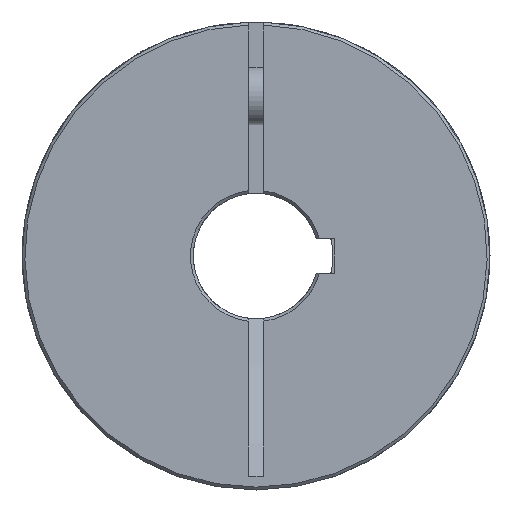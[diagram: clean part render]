
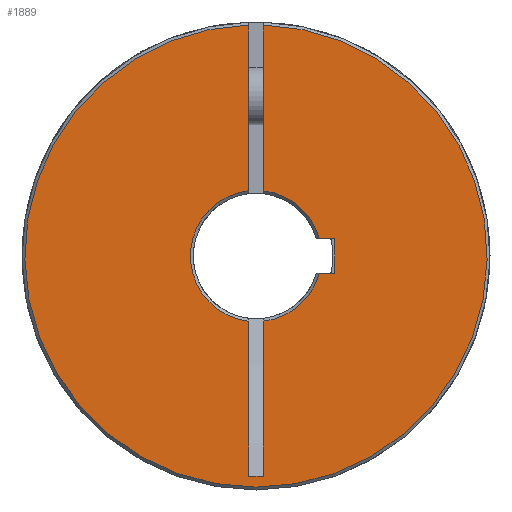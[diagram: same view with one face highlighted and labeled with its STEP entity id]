
A CAD part, left-side view. The second image highlights one B-rep face of the part: STEP entity #1889.
In plain terms, the highlighted planar face has unit normal (-1, 0, 0).
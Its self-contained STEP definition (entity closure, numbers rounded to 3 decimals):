
#90=LINE('',#3043,#188);
#91=LINE('',#3051,#189);
#93=LINE('',#3064,#191);
#95=LINE('',#3070,#193);
#98=LINE('',#3081,#196);
#108=LINE('',#3224,#206);
#109=LINE('',#3226,#207);
#110=LINE('',#3228,#208);
#188=VECTOR('',#2347,1000.);
#189=VECTOR('',#2350,1000.);
#191=VECTOR('',#2358,1000.);
#193=VECTOR('',#2364,1000.);
#196=VECTOR('',#2369,1000.);
#206=VECTOR('',#2427,1000.);
#207=VECTOR('',#2428,1000.);
#208=VECTOR('',#2429,1000.);
#277=PLANE('',#2073);
#456=ORIENTED_EDGE('',*,*,#928,.T.);
#457=ORIENTED_EDGE('',*,*,#885,.T.);
#458=ORIENTED_EDGE('',*,*,#929,.F.);
#459=ORIENTED_EDGE('',*,*,#895,.F.);
#460=ORIENTED_EDGE('',*,*,#845,.T.);
#461=ORIENTED_EDGE('',*,*,#930,.T.);
#462=ORIENTED_EDGE('',*,*,#931,.T.);
#463=ORIENTED_EDGE('',*,*,#932,.T.);
#464=ORIENTED_EDGE('',*,*,#847,.T.);
#465=ORIENTED_EDGE('',*,*,#899,.F.);
#466=ORIENTED_EDGE('',*,*,#892,.F.);
#467=ORIENTED_EDGE('',*,*,#887,.T.);
#845=EDGE_CURVE('',#1088,#1087,#1272,.T.);
#847=EDGE_CURVE('',#1089,#1090,#1273,.T.);
#885=EDGE_CURVE('',#1121,#1125,#90,.T.);
#887=EDGE_CURVE('',#1128,#1126,#91,.T.);
#892=EDGE_CURVE('',#1128,#1131,#93,.T.);
#895=EDGE_CURVE('',#1088,#1134,#95,.T.);
#899=EDGE_CURVE('',#1131,#1090,#98,.T.);
#928=EDGE_CURVE('',#1126,#1121,#1300,.T.);
#929=EDGE_CURVE('',#1134,#1125,#1301,.T.);
#930=EDGE_CURVE('',#1087,#1158,#108,.T.);
#931=EDGE_CURVE('',#1158,#1159,#109,.T.);
#932=EDGE_CURVE('',#1159,#1089,#110,.T.);
#1087=VERTEX_POINT('',#2920);
#1088=VERTEX_POINT('',#2922);
#1089=VERTEX_POINT('',#2929);
#1090=VERTEX_POINT('',#2930);
#1121=VERTEX_POINT('',#3031);
#1125=VERTEX_POINT('',#3042);
#1126=VERTEX_POINT('',#3049);
#1128=VERTEX_POINT('',#3052);
#1131=VERTEX_POINT('',#3059);
#1134=VERTEX_POINT('',#3071);
#1158=VERTEX_POINT('',#3225);
#1159=VERTEX_POINT('',#3227);
#1272=CIRCLE('',#2027,11.5);
#1273=CIRCLE('',#2029,11.5);
#1300=CIRCLE('',#2074,11.5);
#1301=CIRCLE('',#2075,40.5);
#1425=EDGE_LOOP('',(#456,#457,#458,#459,#460,#461,#462,#463,#464,#465,#466,
#467));
#1651=FACE_BOUND('',#1425,.T.);
#1889=ADVANCED_FACE('',(#1651),#277,.F.);
#2027=AXIS2_PLACEMENT_3D('',#2921,#2293,#2294);
#2029=AXIS2_PLACEMENT_3D('',#2928,#2297,#2298);
#2073=AXIS2_PLACEMENT_3D('',#3221,#2421,#2422);
#2074=AXIS2_PLACEMENT_3D('',#3222,#2423,#2424);
#2075=AXIS2_PLACEMENT_3D('',#3223,#2425,#2426);
#2293=DIRECTION('',(1.,0.,0.));
#2294=DIRECTION('',(0.,0.,-1.));
#2297=DIRECTION('',(1.,0.,0.));
#2298=DIRECTION('',(0.,0.,-1.));
#2347=DIRECTION('',(0.,0.,1.));
#2350=DIRECTION('',(0.,0.,1.));
#2358=DIRECTION('',(0.,-1.,0.));
#2364=DIRECTION('',(0.,0.,1.));
#2369=DIRECTION('',(0.,0.,1.));
#2421=DIRECTION('',(1.,0.,0.));
#2422=DIRECTION('',(0.,0.,-1.));
#2423=DIRECTION('',(1.,0.,0.));
#2424=DIRECTION('',(0.,0.,-1.));
#2425=DIRECTION('',(1.,0.,0.));
#2426=DIRECTION('',(0.,0.,-1.));
#2427=DIRECTION('',(0.,-1.,0.));
#2428=DIRECTION('',(0.,0.,-1.));
#2429=DIRECTION('',(0.,1.,0.));
#2920=CARTESIAN_POINT('',(0.,-11.102,3.));
#2921=CARTESIAN_POINT('',(0.,0.,0.));
#2922=CARTESIAN_POINT('',(0.,-1.3,11.426));
#2928=CARTESIAN_POINT('',(0.,0.,0.));
#2929=CARTESIAN_POINT('',(0.,-11.102,-3.));
#2930=CARTESIAN_POINT('',(0.,-1.3,-11.426));
#3031=CARTESIAN_POINT('',(0.,1.3,11.426));
#3042=CARTESIAN_POINT('',(0.,1.3,40.479));
#3043=CARTESIAN_POINT('',(0.,1.3,-38.579));
#3049=CARTESIAN_POINT('',(0.,1.3,-11.426));
#3051=CARTESIAN_POINT('',(0.,1.3,-38.579));
#3052=CARTESIAN_POINT('',(0.,1.3,-38.579));
#3059=CARTESIAN_POINT('',(0.,-1.3,-38.579));
#3064=CARTESIAN_POINT('',(0.,1.3,-38.579));
#3070=CARTESIAN_POINT('',(0.,-1.3,-38.579));
#3071=CARTESIAN_POINT('',(0.,-1.3,40.479));
#3081=CARTESIAN_POINT('',(0.,-1.3,-38.579));
#3221=CARTESIAN_POINT('',(0.,0.,0.));
#3222=CARTESIAN_POINT('',(0.,0.,0.));
#3223=CARTESIAN_POINT('',(0.,0.,0.));
#3224=CARTESIAN_POINT('',(0.,0.,3.));
#3225=CARTESIAN_POINT('',(0.,-13.8,3.));
#3226=CARTESIAN_POINT('',(0.,-13.8,3.));
#3227=CARTESIAN_POINT('',(0.,-13.8,-3.));
#3228=CARTESIAN_POINT('',(0.,-13.8,-3.));
